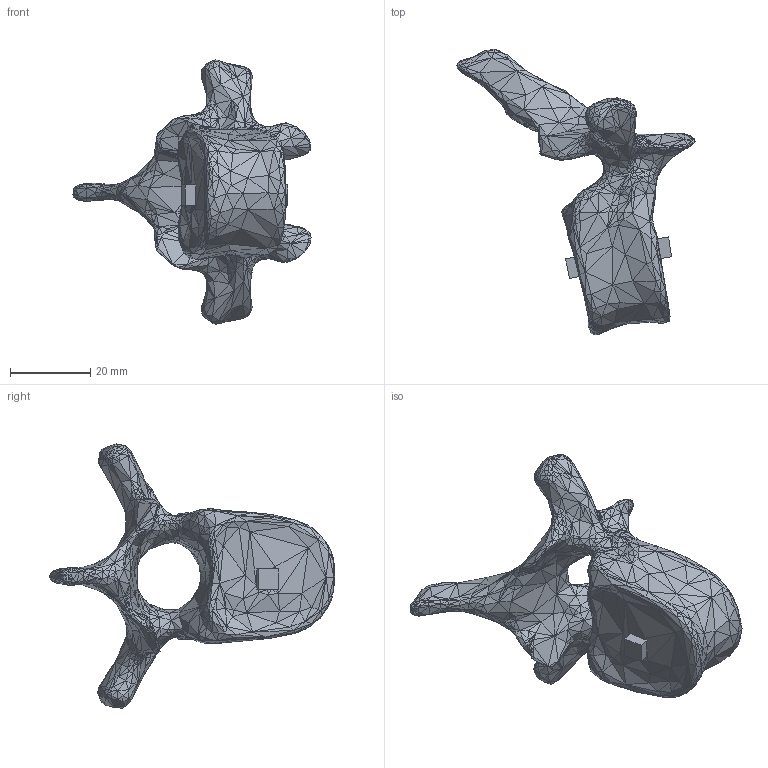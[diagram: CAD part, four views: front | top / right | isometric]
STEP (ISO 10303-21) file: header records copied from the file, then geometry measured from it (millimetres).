
FILE_DESCRIPTION(/* description */ (''),/* implementation_level */ '2;1');
FILE_NAME(/* name */ 'T8_.step',/* time_stamp */ '2022-06-24T14:48:35-04:00',/* author */ (''),/* organization */ (''),/* preprocessor_version */ 'ST-DEVELOPER v19',/* originating_system */ 'Autodesk Translation Framework v11.7.0.108',/* authorisation */ '');
FILE_SCHEMA (('AUTOMOTIVE_DESIGN { 1 0 10303 214 3 1 1 }'));
Length unit declared in the file: millimetre
Products named in the file (1): T8
Bounding box: 59.3 x 71.1 x 65.81 mm (x, y, z)
Volume: 28116.1 mm3; surface area: 8991.3 mm2
Topology: 1 solids, 1 shells, 2439 faces, 3682 edges, 1243 vertices
Faces by surface type: plane 2439
Entity records: 47813 total; most frequent: DIRECTION 8562, CARTESIAN_POINT 7365, ORIENTED_EDGE 7364, LINE 3682, VECTOR 3682, EDGE_CURVE 3682, AXIS2_PLACEMENT_3D 2440, FACE_OUTER_BOUND 2439
